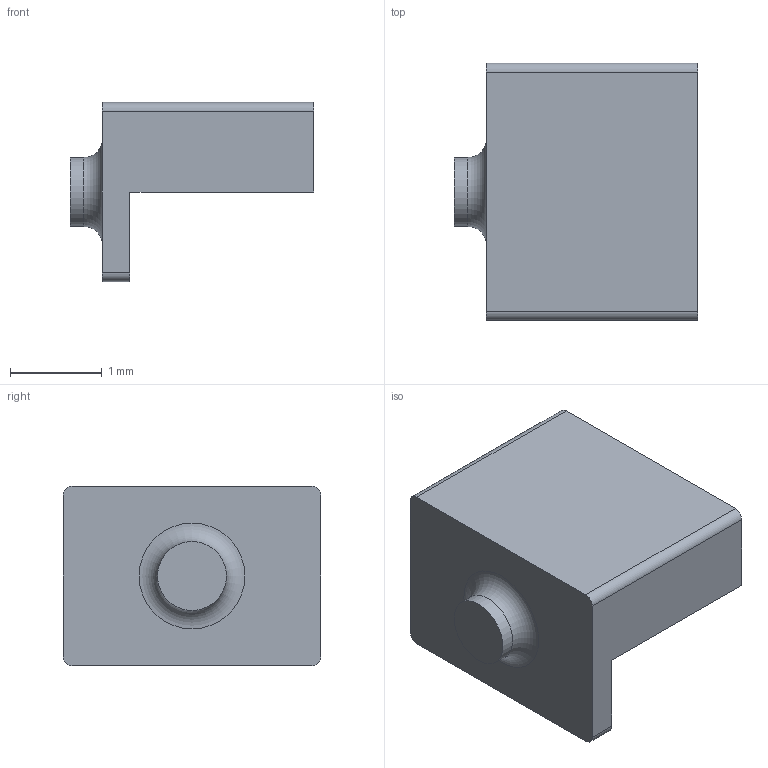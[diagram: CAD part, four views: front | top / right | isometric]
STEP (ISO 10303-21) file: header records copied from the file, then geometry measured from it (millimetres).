
FILE_DESCRIPTION(('FreeCAD Model'),'2;1');
FILE_NAME( 'EVPAV.step', '2020-03-03T15:03:14',(''),(''),'Open CASCADE STEP processor 7.3', 'FreeCAD','Unknown');
FILE_SCHEMA(('AUTOMOTIVE_DESIGN { 1 0 10303 214 1 1 1 1 }'));
Length unit declared in the file: millimetre
Products named in the file (1): Fillet001
Bounding box: 2.65 x 2.8 x 1.95 mm (x, y, z)
Volume: 7.3 mm3; surface area: 29.3 mm2
Topology: 1 solids, 1 shells, 15 faces, 35 edges, 23 vertices
Faces by surface type: plane 9, cylinder 5, torus 1
Full cylindrical faces by diameter (mm): 0.75 x1
Entity records: 922 total; most frequent: CARTESIAN_POINT 176, DIRECTION 142, LINE 81, VECTOR 81, ORIENTED_EDGE 70, PCURVE 70, DEFINITIONAL_REPRESENTATION 70, EDGE_CURVE 35
